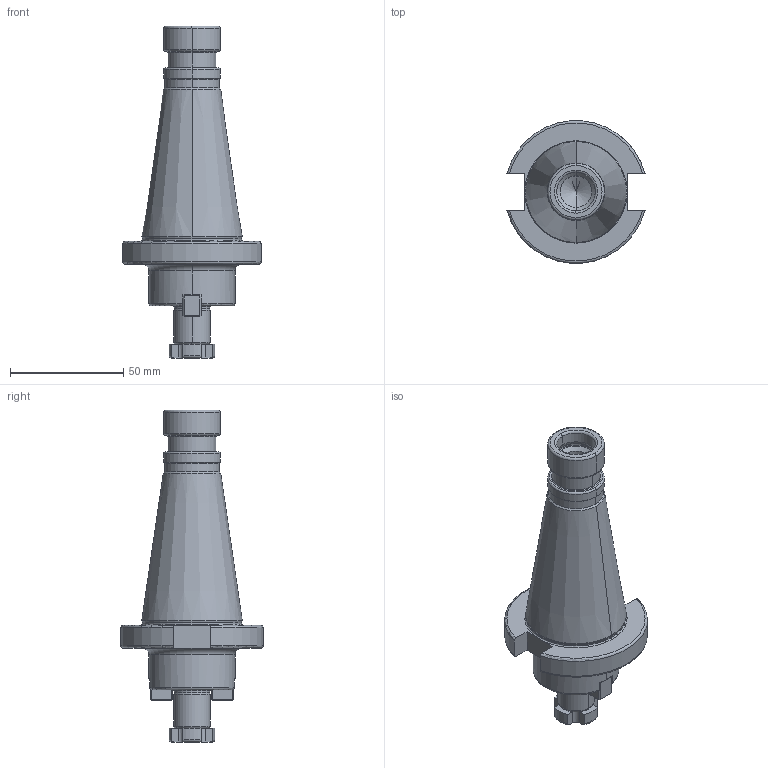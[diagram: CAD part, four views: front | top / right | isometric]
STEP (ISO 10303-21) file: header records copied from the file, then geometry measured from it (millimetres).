
FILE_DESCRIPTION((''),'2;1');
FILE_NAME('401_11_16','2020-09-04T',('103090'),(''),'CREO PARAMETRIC BY PTC INC, 2016260','CREO PARAMETRIC BY PTC INC, 2016260','');
FILE_SCHEMA(('CONFIG_CONTROL_DESIGN'));
Length unit declared in the file: millimetre
Products named in the file (1): 401_11_16
Bounding box: 60.91 x 62.76 x 146.4 mm (x, y, z)
Volume: 125791.6 mm3; surface area: 23683 mm2
Topology: 1 solids, 6 shells, 261 faces, 596 edges, 341 vertices
Faces by surface type: plane 113, cylinder 58, cone 48, torus 42
Entity records: 7466 total; most frequent: CARTESIAN_POINT 1519, DIRECTION 1310, ORIENTED_EDGE 1180, EDGE_CURVE 590, AXIS2_PLACEMENT_3D 506, VERTEX_POINT 341, VECTOR 298, LINE 298
